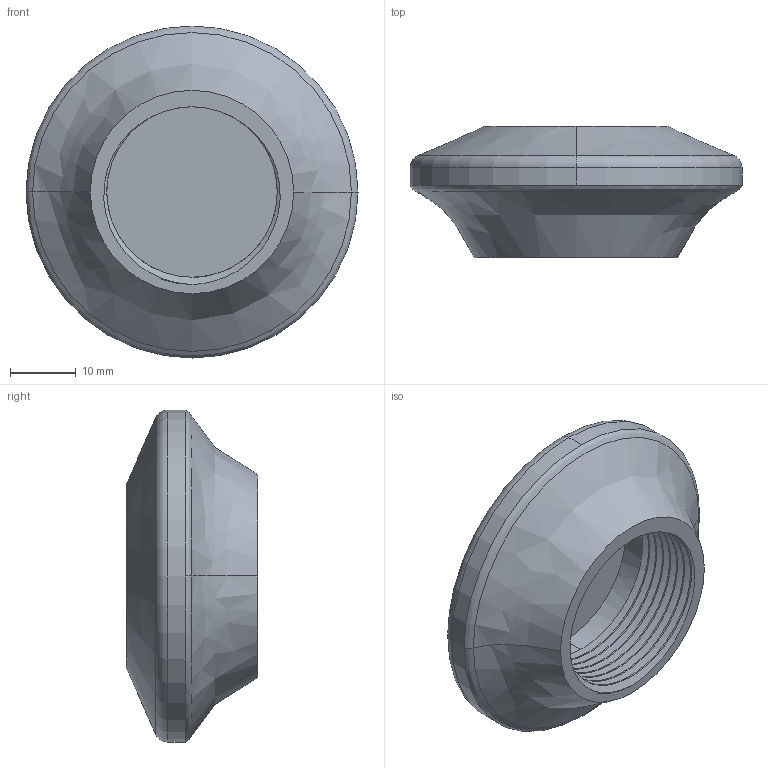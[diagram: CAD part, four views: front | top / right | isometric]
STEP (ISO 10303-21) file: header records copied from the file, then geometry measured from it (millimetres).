
FILE_DESCRIPTION (( 'STEP AP203' ), '1' );
FILE_NAME ('罌厭芛2.STEP', '2023-05-07T12:08:05', ( '' ), ( '' ), 'SwSTEP 2.0', 'SolidWorks 2018', '' );
FILE_SCHEMA (( 'CONFIG_CONTROL_DESIGN' ));
Length unit declared in the file: millimetre
Products named in the file (1): 罌厭芛2
Bounding box: 50.62 x 20 x 50.62 mm (x, y, z)
Volume: 19337.5 mm3; surface area: 7355.3 mm2
Topology: 1 solids, 1 shells, 33 faces, 82 edges, 52 vertices
Faces by surface type: cylinder 19, bspline 6, plane 4, torus 2, cone 2
Entity records: 1964 total; most frequent: CARTESIAN_POINT 1221, ORIENTED_EDGE 164, DIRECTION 117, EDGE_CURVE 82, VERTEX_POINT 52, AXIS2_PLACEMENT_3D 48, EDGE_LOOP 34, FACE_OUTER_BOUND 33
